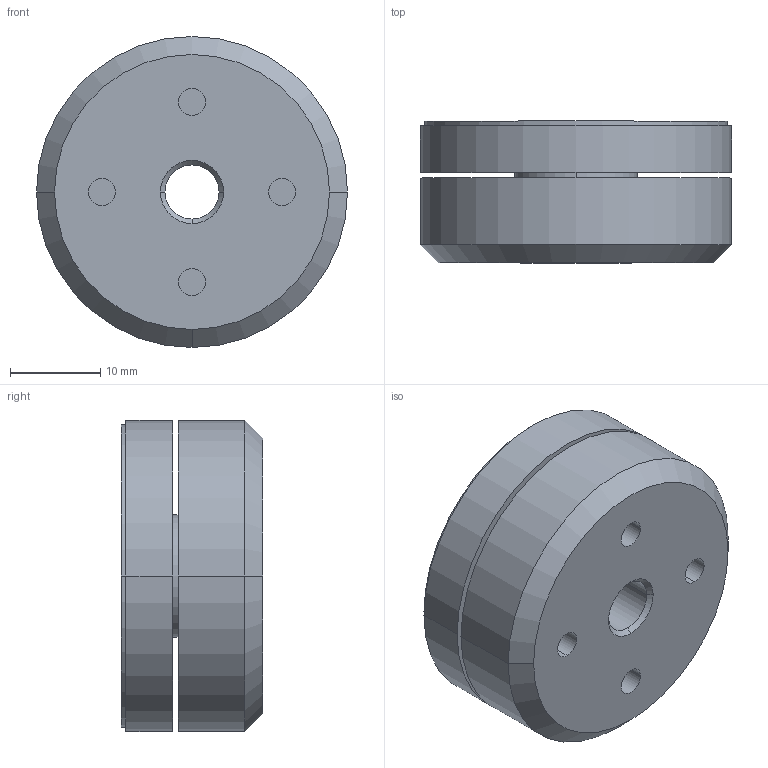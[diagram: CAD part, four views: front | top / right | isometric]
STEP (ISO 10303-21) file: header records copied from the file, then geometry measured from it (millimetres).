
FILE_DESCRIPTION (( 'STEP AP203' ), '1' );
FILE_NAME ('GL30.STEP', '2023-12-14T04:06:22', ( 'Windows User' ), ( 'P R C' ), 'SwSTEP 2.0', 'SolidWorks 2020', '' );
FILE_SCHEMA (( 'CONFIG_CONTROL_DESIGN' ));
Length unit declared in the file: millimetre
Products named in the file (1): GL30
Bounding box: 34.5 x 15.7 x 34.5 mm (x, y, z)
Volume: 13053 mm3; surface area: 5615.2 mm2
Topology: 1 solids, 1 shells, 98 faces, 223 edges, 146 vertices
Faces by surface type: cylinder 50, plane 37, cone 9, torus 2
Entity records: 2880 total; most frequent: DIRECTION 537, CARTESIAN_POINT 468, ORIENTED_EDGE 446, EDGE_CURVE 223, AXIS2_PLACEMENT_3D 215, VERTEX_POINT 146, EDGE_LOOP 119, CIRCLE 116
